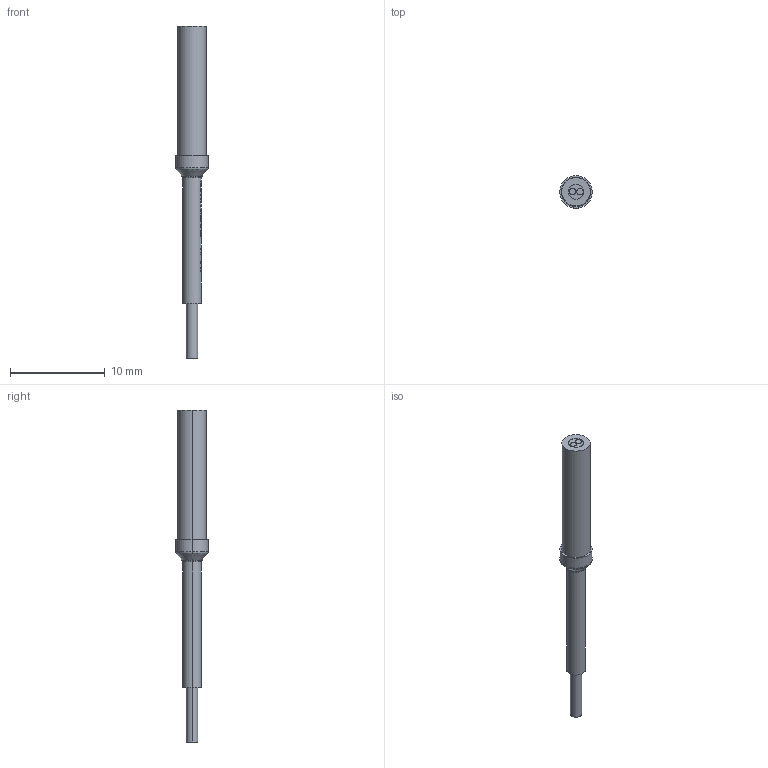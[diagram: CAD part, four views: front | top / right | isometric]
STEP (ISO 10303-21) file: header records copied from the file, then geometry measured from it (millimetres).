
FILE_DESCRIPTION (( 'STEP AP203' ), '1' );
FILE_NAME ('PD-W48.STEP', '2016-06-30T02:48:31', ( '' ), ( '' ), 'SwSTEP 2.0', 'SolidWorks 2013', '' );
FILE_SCHEMA (( 'CONFIG_CONTROL_DESIGN' ));
Length unit declared in the file: millimetre
Products named in the file (1): PD-W48
Bounding box: 3.42 x 3.42 x 35 mm (x, y, z)
Volume: 145.7 mm3; surface area: 434 mm2
Topology: 2 solids, 2 shells, 214 faces, 585 edges, 386 vertices
Faces by surface type: plane 144, cylinder 38, bspline 24, torus 4, cone 4
Entity records: 8484 total; most frequent: CARTESIAN_POINT 3160, ORIENTED_EDGE 1170, DIRECTION 993, EDGE_CURVE 585, VERTEX_POINT 386, LINE 365, VECTOR 365, AXIS2_PLACEMENT_3D 314
